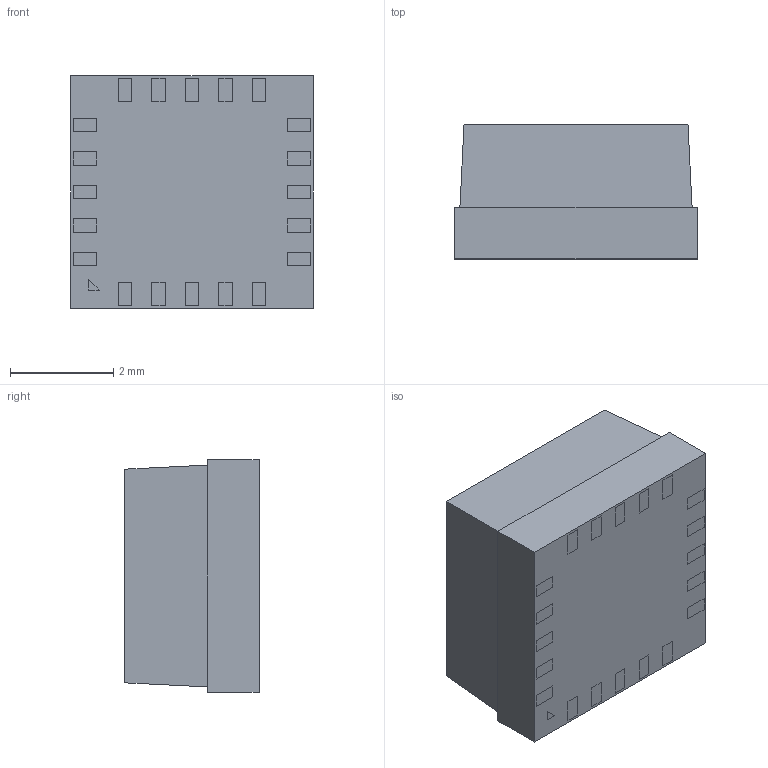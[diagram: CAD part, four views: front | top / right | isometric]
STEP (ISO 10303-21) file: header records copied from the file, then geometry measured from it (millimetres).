
FILE_DESCRIPTION (( 'STEP AP214' ), '1' );
FILE_NAME ('AS7263-BLGT.STEP', '2019-07-19T11:43:10', ( '' ), ( '' ), 'SwSTEP 2.0', 'SolidWorks 2017', '' );
FILE_SCHEMA (( 'AUTOMOTIVE_DESIGN' ));
Length unit declared in the file: millimetre
Products named in the file (1): AS7263-BLGT
Bounding box: 4.7 x 2.6 x 4.5 mm (x, y, z)
Volume: 50.8 mm3; surface area: 107 mm2
Topology: 22 solids, 22 shells, 245 faces, 532 edges, 354 vertices
Faces by surface type: plane 241, cone 2, cylinder 2
Entity records: 6759 total; most frequent: CARTESIAN_POINT 1132, ORIENTED_EDGE 1064, DIRECTION 1030, EDGE_CURVE 532, VECTOR 526, LINE 526, VERTEX_POINT 354, EDGE_LOOP 268
